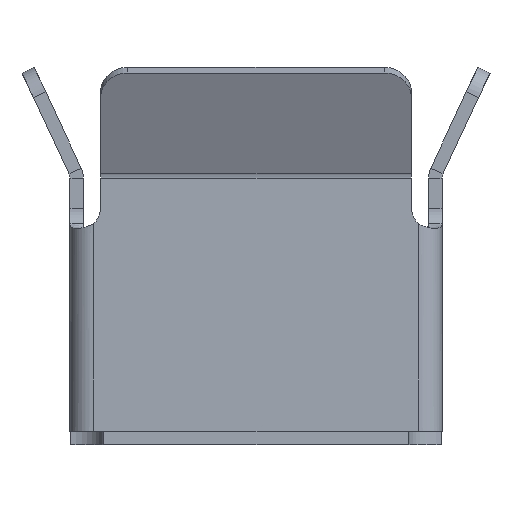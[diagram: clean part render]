
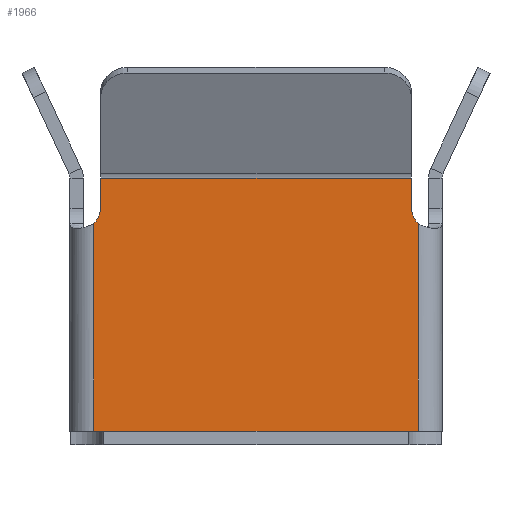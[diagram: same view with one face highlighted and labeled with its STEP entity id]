
A CAD part, front view. The second image highlights one B-rep face of the part: STEP entity #1966.
In plain terms, the highlighted planar face has unit normal (0, -1, 0).
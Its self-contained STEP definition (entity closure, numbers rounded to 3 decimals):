
#4 = VERTEX_POINT ( 'NONE', #2449 ) ;
#64 = DIRECTION ( 'NONE',  ( -1., 0., 0. ) ) ;
#84 = ORIENTED_EDGE ( 'NONE', *, *, #947, .T. ) ;
#158 = VERTEX_POINT ( 'NONE', #2536 ) ;
#287 = AXIS2_PLACEMENT_3D ( 'NONE', #3124, #2392, #64 ) ;
#416 = LINE ( 'NONE', #922, #2293 ) ;
#487 = PLANE ( 'NONE',  #2558 ) ;
#492 = EDGE_CURVE ( 'NONE', #158, #1781, #2733, .T. ) ;
#573 = VECTOR ( 'NONE', #951, 1000. ) ;
#586 = EDGE_CURVE ( 'NONE', #2863, #4, #777, .T. ) ;
#599 = CARTESIAN_POINT ( 'NONE',  ( -48.073, -85., 106. ) ) ;
#630 = DIRECTION ( 'NONE',  ( 1., 0., 0. ) ) ;
#653 = DIRECTION ( 'NONE',  ( 0., 0., 1. ) ) ;
#668 = CIRCLE ( 'NONE', #287, 6. ) ;
#670 = CARTESIAN_POINT ( 'NONE',  ( 46., -85., 78.909 ) ) ;
#777 = LINE ( 'NONE', #2226, #573 ) ;
#871 = CARTESIAN_POINT ( 'NONE',  ( 52., -85., 70. ) ) ;
#872 = LINE ( 'NONE', #599, #2623 ) ;
#922 = CARTESIAN_POINT ( 'NONE',  ( 46., -85., 70. ) ) ;
#947 = EDGE_CURVE ( 'NONE', #4, #2167, #2285, .T. ) ;
#951 = DIRECTION ( 'NONE',  ( -1., 0., 0. ) ) ;
#987 = ORIENTED_EDGE ( 'NONE', *, *, #1854, .T. ) ;
#1008 = ORIENTED_EDGE ( 'NONE', *, *, #1645, .T. ) ;
#1031 = CARTESIAN_POINT ( 'NONE',  ( 46., -85., 70. ) ) ;
#1116 = VECTOR ( 'NONE', #2521, 1000. ) ;
#1118 = DIRECTION ( 'NONE',  ( 0., 1., 0. ) ) ;
#1166 = LINE ( 'NONE', #2715, #2240 ) ;
#1218 = CARTESIAN_POINT ( 'NONE',  ( 48.073, -85., 4. ) ) ;
#1270 = DIRECTION ( 'NONE',  ( 1., 0., 0. ) ) ;
#1287 = CARTESIAN_POINT ( 'NONE',  ( 147., -85., 106. ) ) ;
#1312 = VERTEX_POINT ( 'NONE', #1640 ) ;
#1482 = ORIENTED_EDGE ( 'NONE', *, *, #2137, .T. ) ;
#1624 = ORIENTED_EDGE ( 'NONE', *, *, #492, .F. ) ;
#1640 = CARTESIAN_POINT ( 'NONE',  ( -48.073, -85., 65.464 ) ) ;
#1645 = EDGE_CURVE ( 'NONE', #3261, #1781, #1166, .T. ) ;
#1699 = CARTESIAN_POINT ( 'NONE',  ( 48.073, -85., 106. ) ) ;
#1781 = VERTEX_POINT ( 'NONE', #1218 ) ;
#1854 = EDGE_CURVE ( 'NONE', #3142, #2863, #416, .T. ) ;
#1877 = EDGE_CURVE ( 'NONE', #158, #3142, #2451, .T. ) ;
#1947 = CARTESIAN_POINT ( 'NONE',  ( -48.073, -85., 4. ) ) ;
#1966 = ADVANCED_FACE ( 'NONE', ( #2025 ), #487, .T. ) ;
#2019 = ORIENTED_EDGE ( 'NONE', *, *, #2813, .T. ) ;
#2025 = FACE_OUTER_BOUND ( 'NONE', #2455, .T. ) ;
#2028 = CARTESIAN_POINT ( 'NONE',  ( -46., -85., 106. ) ) ;
#2137 = EDGE_CURVE ( 'NONE', #2167, #1312, #668, .T. ) ;
#2167 = VERTEX_POINT ( 'NONE', #2611 ) ;
#2208 = VECTOR ( 'NONE', #2474, 1000. ) ;
#2226 = CARTESIAN_POINT ( 'NONE',  ( 147., -85., 78.909 ) ) ;
#2240 = VECTOR ( 'NONE', #630, 1000. ) ;
#2285 = LINE ( 'NONE', #2028, #1116 ) ;
#2293 = VECTOR ( 'NONE', #653, 1000. ) ;
#2392 = DIRECTION ( 'NONE',  ( 0., 1., 0. ) ) ;
#2449 = CARTESIAN_POINT ( 'NONE',  ( -46., -85., 78.909 ) ) ;
#2451 = CIRCLE ( 'NONE', #2612, 6. ) ;
#2455 = EDGE_LOOP ( 'NONE', ( #987, #3056, #84, #1482, #2019, #1008, #1624, #2866 ) ) ;
#2474 = DIRECTION ( 'NONE',  ( 0., 0., -1. ) ) ;
#2521 = DIRECTION ( 'NONE',  ( 0., 0., -1. ) ) ;
#2536 = CARTESIAN_POINT ( 'NONE',  ( 48.073, -85., 65.464 ) ) ;
#2558 = AXIS2_PLACEMENT_3D ( 'NONE', #1287, #2838, #1270 ) ;
#2611 = CARTESIAN_POINT ( 'NONE',  ( -46., -85., 70. ) ) ;
#2612 = AXIS2_PLACEMENT_3D ( 'NONE', #871, #1118, #3215 ) ;
#2623 = VECTOR ( 'NONE', #3200, 1000. ) ;
#2715 = CARTESIAN_POINT ( 'NONE',  ( -155., -85., 4. ) ) ;
#2733 = LINE ( 'NONE', #1699, #2208 ) ;
#2813 = EDGE_CURVE ( 'NONE', #1312, #3261, #872, .T. ) ;
#2838 = DIRECTION ( 'NONE',  ( 0., -1., 0. ) ) ;
#2863 = VERTEX_POINT ( 'NONE', #670 ) ;
#2866 = ORIENTED_EDGE ( 'NONE', *, *, #1877, .T. ) ;
#3056 = ORIENTED_EDGE ( 'NONE', *, *, #586, .T. ) ;
#3124 = CARTESIAN_POINT ( 'NONE',  ( -52., -85., 70. ) ) ;
#3142 = VERTEX_POINT ( 'NONE', #1031 ) ;
#3200 = DIRECTION ( 'NONE',  ( 0., 0., -1. ) ) ;
#3215 = DIRECTION ( 'NONE',  ( -1., 0., 0. ) ) ;
#3261 = VERTEX_POINT ( 'NONE', #1947 ) ;
